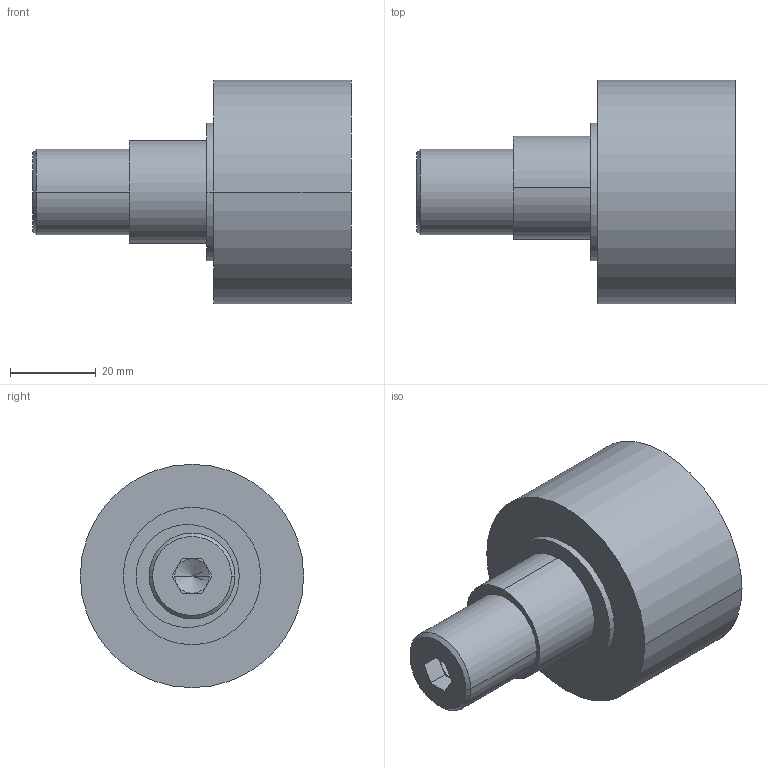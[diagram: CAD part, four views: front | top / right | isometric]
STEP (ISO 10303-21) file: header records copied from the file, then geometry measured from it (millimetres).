
FILE_DESCRIPTION(('STEP AP214'),'1');
FILE_NAME('hpce52.stp','2015-08-13T11:22:13',('TraceParts'),('TraceParts S.A.'),'Spatial InterOp 3D',' ',' ');
FILE_SCHEMA(('automotive_design'));
Length unit declared in the file: millimetre
Products named in the file (1): 1
Bounding box: 74.1 x 52 x 52 mm (x, y, z)
Volume: 83925.3 mm3; surface area: 12620.4 mm2
Topology: 1 solids, 1 shells, 26 faces, 56 edges, 35 vertices
Faces by surface type: plane 12, cylinder 10, cone 4
Entity records: 711 total; most frequent: DIRECTION 130, CARTESIAN_POINT 116, ORIENTED_EDGE 108, EDGE_CURVE 54, AXIS2_PLACEMENT_3D 49, VERTEX_POINT 35, LINE 32, VECTOR 32
